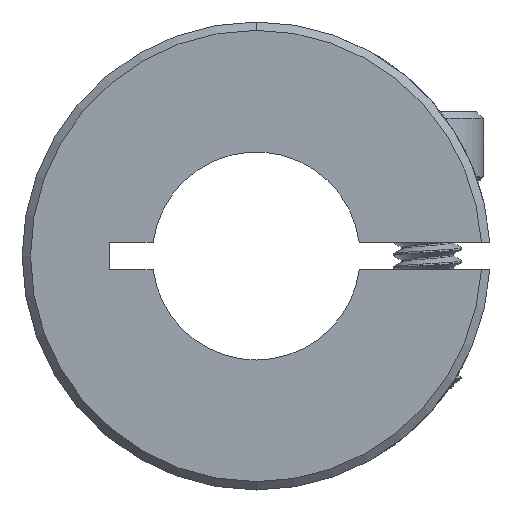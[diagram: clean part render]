
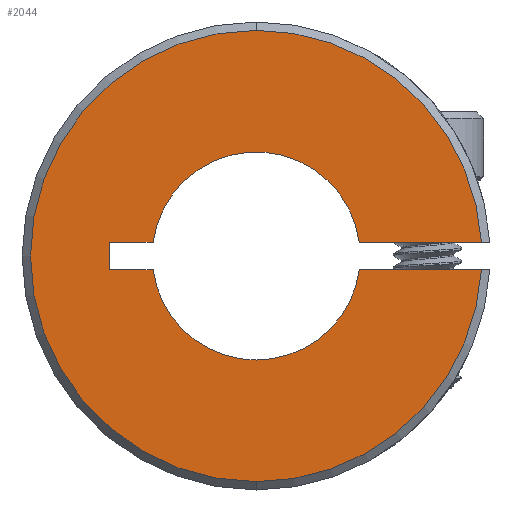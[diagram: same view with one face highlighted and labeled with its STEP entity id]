
A CAD part, front view. The second image highlights one B-rep face of the part: STEP entity #2044.
In plain terms, the highlighted planar face has unit normal (0, -1, 0).
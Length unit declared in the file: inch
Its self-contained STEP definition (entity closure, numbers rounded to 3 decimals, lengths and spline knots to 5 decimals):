
#90 = DIRECTION ( 'NONE',  ( 0., 0., 1. ) ) ;
#120 = DIRECTION ( 'NONE',  ( 0., 0., 1. ) ) ;
#164 = DIRECTION ( 'NONE',  ( 1., 0., 0. ) ) ;
#198 = VERTEX_POINT ( 'NONE', #2376 ) ;
#275 = AXIS2_PLACEMENT_3D ( 'NONE', #4272, #1638, #4721 ) ;
#363 = AXIS2_PLACEMENT_3D ( 'NONE', #3556, #917, #3993 ) ;
#408 = EDGE_CURVE ( 'NONE', #198, #4020, #5520, .T. ) ;
#415 = CIRCLE ( 'NONE', #1821, 0.5425 ) ;
#575 = ORIENTED_EDGE ( 'NONE', *, *, #5560, .T. ) ;
#720 = AXIS2_PLACEMENT_3D ( 'NONE', #1868, #2747, #120 ) ;
#742 = EDGE_CURVE ( 'NONE', #4498, #3243, #2229, .T. ) ;
#761 = DIRECTION ( 'NONE',  ( 0., 1., 0. ) ) ;
#836 = CARTESIAN_POINT ( 'NONE',  ( 0., 0., -0.25 ) ) ;
#843 = CARTESIAN_POINT ( 'NONE',  ( 0.24788, 0., -0.0325 ) ) ;
#917 = DIRECTION ( 'NONE',  ( 0., -1., 0. ) ) ;
#1081 = CARTESIAN_POINT ( 'NONE',  ( -0.24788, 0., 0.0325 ) ) ;
#1121 = VECTOR ( 'NONE', #164, 39.37008 ) ;
#1130 = ORIENTED_EDGE ( 'NONE', *, *, #742, .T. ) ;
#1146 = CARTESIAN_POINT ( 'NONE',  ( 0., 0., 0. ) ) ;
#1165 = VERTEX_POINT ( 'NONE', #2084 ) ;
#1240 = CARTESIAN_POINT ( 'NONE',  ( 0., 0., 0. ) ) ;
#1394 = DIRECTION ( 'NONE',  ( 0., 1., 0. ) ) ;
#1537 = CARTESIAN_POINT ( 'NONE',  ( -0.3525, 0., -0.0325 ) ) ;
#1589 = DIRECTION ( 'NONE',  ( 0., 0., 1. ) ) ;
#1624 = EDGE_CURVE ( 'NONE', #4087, #5467, #415, .T. ) ;
#1634 = ORIENTED_EDGE ( 'NONE', *, *, #4838, .T. ) ;
#1638 = DIRECTION ( 'NONE',  ( 0., 1., 0. ) ) ;
#1684 = DIRECTION ( 'NONE',  ( 0., 0., 1. ) ) ;
#1699 = EDGE_CURVE ( 'NONE', #5292, #198, #3793, .T. ) ;
#1783 = ORIENTED_EDGE ( 'NONE', *, *, #408, .T. ) ;
#1821 = AXIS2_PLACEMENT_3D ( 'NONE', #1146, #4222, #1589 ) ;
#1868 = CARTESIAN_POINT ( 'NONE',  ( 0., 0., 0. ) ) ;
#1916 = VERTEX_POINT ( 'NONE', #4973 ) ;
#2044 = ADVANCED_FACE ( 'NONE', ( #5590 ), #3610, .F. ) ;
#2084 = CARTESIAN_POINT ( 'NONE',  ( 0., 0., 0.5425 ) ) ;
#2229 = CIRCLE ( 'NONE', #4846, 0.25 ) ;
#2376 = CARTESIAN_POINT ( 'NONE',  ( -0.3525, 0., 0.0325 ) ) ;
#2404 = CARTESIAN_POINT ( 'NONE',  ( 0.54153, 0., -0.0325 ) ) ;
#2437 = VERTEX_POINT ( 'NONE', #2752 ) ;
#2498 = VECTOR ( 'NONE', #90, 39.37008 ) ;
#2519 = EDGE_CURVE ( 'NONE', #5467, #3579, #5431, .T. ) ;
#2616 = VECTOR ( 'NONE', #5657, 39.37008 ) ;
#2633 = VECTOR ( 'NONE', #4167, 39.37008 ) ;
#2712 = DIRECTION ( 'NONE',  ( -1., 0., 0. ) ) ;
#2714 = EDGE_LOOP ( 'NONE', ( #5509, #5438, #5636, #4761, #3850, #575, #1130, #3475, #3410, #1783, #1634 ) ) ;
#2744 = LINE ( 'NONE', #1537, #2633 ) ;
#2747 = DIRECTION ( 'NONE',  ( 0., 1., 0. ) ) ;
#2752 = CARTESIAN_POINT ( 'NONE',  ( 0.54153, 0., 0.0325 ) ) ;
#2769 = CARTESIAN_POINT ( 'NONE',  ( 0.61646, 0., 0.0325 ) ) ;
#2887 = CARTESIAN_POINT ( 'NONE',  ( -0.24788, 0., -0.0325 ) ) ;
#2891 = CARTESIAN_POINT ( 'NONE',  ( 0., 0., -0.5425 ) ) ;
#2988 = EDGE_CURVE ( 'NONE', #3243, #5292, #2744, .T. ) ;
#3154 = CARTESIAN_POINT ( 'NONE',  ( -0.3525, 0., -0.0325 ) ) ;
#3243 = VERTEX_POINT ( 'NONE', #2887 ) ;
#3320 = CARTESIAN_POINT ( 'NONE',  ( -0.3525, 0., -0.0325 ) ) ;
#3408 = CARTESIAN_POINT ( 'NONE',  ( 0., 0., 0. ) ) ;
#3410 = ORIENTED_EDGE ( 'NONE', *, *, #1699, .T. ) ;
#3475 = ORIENTED_EDGE ( 'NONE', *, *, #2988, .T. ) ;
#3504 = EDGE_CURVE ( 'NONE', #2437, #1165, #4048, .T. ) ;
#3556 = CARTESIAN_POINT ( 'NONE',  ( 0., 0., 0. ) ) ;
#3579 = VERTEX_POINT ( 'NONE', #843 ) ;
#3610 = PLANE ( 'NONE',  #720 ) ;
#3652 = EDGE_CURVE ( 'NONE', #1165, #4087, #3923, .T. ) ;
#3793 = LINE ( 'NONE', #3154, #2498 ) ;
#3842 = DIRECTION ( 'NONE',  ( 0., 0., 1. ) ) ;
#3850 = ORIENTED_EDGE ( 'NONE', *, *, #2519, .T. ) ;
#3891 = AXIS2_PLACEMENT_3D ( 'NONE', #3408, #761, #3842 ) ;
#3916 = LINE ( 'NONE', #5185, #2616 ) ;
#3923 = CIRCLE ( 'NONE', #363, 0.5425 ) ;
#3993 = DIRECTION ( 'NONE',  ( 0., 0., 1. ) ) ;
#4020 = VERTEX_POINT ( 'NONE', #1081 ) ;
#4027 = CARTESIAN_POINT ( 'NONE',  ( 0., 0., 0. ) ) ;
#4048 = CIRCLE ( 'NONE', #4584, 0.5425 ) ;
#4087 = VERTEX_POINT ( 'NONE', #2891 ) ;
#4167 = DIRECTION ( 'NONE',  ( -1., 0., 0. ) ) ;
#4222 = DIRECTION ( 'NONE',  ( 0., -1., 0. ) ) ;
#4272 = CARTESIAN_POINT ( 'NONE',  ( 0., 0., 0. ) ) ;
#4322 = DIRECTION ( 'NONE',  ( 0., -1., 0. ) ) ;
#4473 = DIRECTION ( 'NONE',  ( 0., 0., 1. ) ) ;
#4486 = EDGE_CURVE ( 'NONE', #1916, #2437, #3916, .T. ) ;
#4498 = VERTEX_POINT ( 'NONE', #836 ) ;
#4584 = AXIS2_PLACEMENT_3D ( 'NONE', #1240, #4322, #1684 ) ;
#4721 = DIRECTION ( 'NONE',  ( 0., 0., 1. ) ) ;
#4739 = CIRCLE ( 'NONE', #3891, 0.25 ) ;
#4761 = ORIENTED_EDGE ( 'NONE', *, *, #1624, .T. ) ;
#4838 = EDGE_CURVE ( 'NONE', #4020, #1916, #5004, .T. ) ;
#4846 = AXIS2_PLACEMENT_3D ( 'NONE', #4027, #1394, #4473 ) ;
#4973 = CARTESIAN_POINT ( 'NONE',  ( 0.24788, 0., 0.0325 ) ) ;
#5004 = CIRCLE ( 'NONE', #275, 0.25 ) ;
#5185 = CARTESIAN_POINT ( 'NONE',  ( 0.61646, 0., 0.0325 ) ) ;
#5292 = VERTEX_POINT ( 'NONE', #3320 ) ;
#5340 = CARTESIAN_POINT ( 'NONE',  ( -0.3525, 0., -0.0325 ) ) ;
#5431 = LINE ( 'NONE', #5340, #5581 ) ;
#5438 = ORIENTED_EDGE ( 'NONE', *, *, #3504, .T. ) ;
#5467 = VERTEX_POINT ( 'NONE', #2404 ) ;
#5509 = ORIENTED_EDGE ( 'NONE', *, *, #4486, .T. ) ;
#5520 = LINE ( 'NONE', #2769, #1121 ) ;
#5560 = EDGE_CURVE ( 'NONE', #3579, #4498, #4739, .T. ) ;
#5581 = VECTOR ( 'NONE', #2712, 39.37008 ) ;
#5590 = FACE_OUTER_BOUND ( 'NONE', #2714, .T. ) ;
#5636 = ORIENTED_EDGE ( 'NONE', *, *, #3652, .T. ) ;
#5657 = DIRECTION ( 'NONE',  ( 1., 0., 0. ) ) ;
